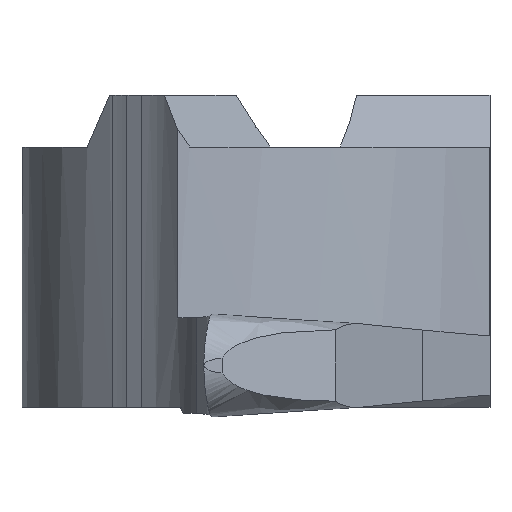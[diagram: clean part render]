
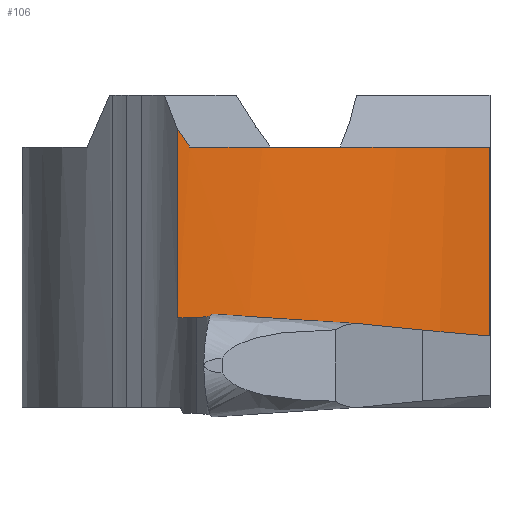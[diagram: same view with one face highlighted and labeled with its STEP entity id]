
A CAD part, left-side view. The second image highlights one B-rep face of the part: STEP entity #106.
In plain terms, the highlighted free-form (B-spline) face has degree [1, 3] with [2, 4] control points.
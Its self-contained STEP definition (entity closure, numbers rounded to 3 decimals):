
#68=(
BOUNDED_SURFACE()
B_SPLINE_SURFACE(1,3,((#1488,#1489,#1490,#1491),(#1492,#1493,#1494,#1495)),
 .UNSPECIFIED.,.F.,.F.,.F.)
B_SPLINE_SURFACE_WITH_KNOTS((2,2),(4,4),(0.,1.),(0.,1.),.UNSPECIFIED.)
GEOMETRIC_REPRESENTATION_ITEM()
RATIONAL_B_SPLINE_SURFACE(((1.,0.941,0.941,1.),
(1.,0.941,0.941,1.)))
REPRESENTATION_ITEM('')
SURFACE()
);
#106=ADVANCED_FACE('',(#157),#68,.F.);
#157=FACE_OUTER_BOUND('',#199,.T.);
#199=EDGE_LOOP('',(#487,#488,#489,#490,#491));
#487=ORIENTED_EDGE('',*,*,#659,.F.);
#488=ORIENTED_EDGE('',*,*,#655,.F.);
#489=ORIENTED_EDGE('',*,*,#637,.T.);
#490=ORIENTED_EDGE('',*,*,#653,.F.);
#491=ORIENTED_EDGE('',*,*,#702,.T.);
#560=VERTEX_POINT('',#1205);
#561=VERTEX_POINT('',#1220);
#574=VERTEX_POINT('',#1315);
#575=VERTEX_POINT('',#1331);
#577=VERTEX_POINT('',#1344);
#637=EDGE_CURVE('',#561,#560,#762,.T.);
#653=EDGE_CURVE('',#574,#560,#738,.T.);
#655=EDGE_CURVE('',#561,#575,#772,.T.);
#659=EDGE_CURVE('',#575,#577,#773,.T.);
#702=EDGE_CURVE('',#574,#577,#776,.T.);
#738=CIRCLE('',#839,8.247);
#762=B_SPLINE_CURVE_WITH_KNOTS('',3,(#1206,#1207,#1208,#1209,#1210,#1211,
#1212,#1213,#1214,#1215,#1216,#1217,#1218,#1219),.UNSPECIFIED.,.F.,.F.,
(4,2,2,2,2,2,4),(0.,0.031,0.237,0.442,
0.648,0.824,1.),.UNSPECIFIED.);
#772=B_SPLINE_CURVE_WITH_KNOTS('',3,(#1327,#1328,#1329,#1330),
 .UNSPECIFIED.,.F.,.F.,(4,4),(0.,1.),.UNSPECIFIED.);
#773=B_SPLINE_CURVE_WITH_KNOTS('',3,(#1340,#1341,#1342,#1343),
 .UNSPECIFIED.,.F.,.F.,(4,4),(0.,1.),.UNSPECIFIED.);
#776=B_SPLINE_CURVE_WITH_KNOTS('',3,(#1461,#1462,#1463,#1464,#1465,#1466,
#1467,#1468,#1469,#1470),.UNSPECIFIED.,.F.,.F.,(4,2,2,2,4),(0.,0.279,
0.557,0.836,1.),.UNSPECIFIED.);
#839=AXIS2_PLACEMENT_3D('',#1316,#934,#935);
#934=DIRECTION('',(0.,0.065,-0.998));
#935=DIRECTION('',(0.,0.998,0.065));
#1205=CARTESIAN_POINT('',(-4.734,1.505,-3.382));
#1206=CARTESIAN_POINT('',(-4.72,1.515,0.262));
#1207=CARTESIAN_POINT('',(-4.72,1.515,0.225));
#1208=CARTESIAN_POINT('',(-4.72,1.515,0.187));
#1209=CARTESIAN_POINT('',(-4.721,1.514,-0.1));
#1210=CARTESIAN_POINT('',(-4.722,1.513,-0.35));
#1211=CARTESIAN_POINT('',(-4.724,1.512,-0.85));
#1212=CARTESIAN_POINT('',(-4.725,1.511,-1.1));
#1213=CARTESIAN_POINT('',(-4.727,1.51,-1.6));
#1214=CARTESIAN_POINT('',(-4.728,1.509,-1.85));
#1215=CARTESIAN_POINT('',(-4.73,1.508,-2.314));
#1216=CARTESIAN_POINT('',(-4.731,1.507,-2.527));
#1217=CARTESIAN_POINT('',(-4.733,1.506,-2.954));
#1218=CARTESIAN_POINT('',(-4.733,1.506,-3.168));
#1219=CARTESIAN_POINT('',(-4.734,1.505,-3.382));
#1220=CARTESIAN_POINT('',(-4.72,1.515,0.262));
#1315=CARTESIAN_POINT('',(-1.789,-4.5,-3.775));
#1316=CARTESIAN_POINT('',(3.507,1.808,-3.362));
#1327=CARTESIAN_POINT('',(-4.72,1.515,0.262));
#1328=CARTESIAN_POINT('',(-4.72,1.434,0.141));
#1329=CARTESIAN_POINT('',(-4.718,1.353,0.02));
#1330=CARTESIAN_POINT('',(-4.715,1.271,-0.1));
#1331=CARTESIAN_POINT('',(-4.715,1.271,-0.1));
#1340=CARTESIAN_POINT('',(-4.715,1.271,-0.1));
#1341=CARTESIAN_POINT('',(-4.628,-0.923,-0.1));
#1342=CARTESIAN_POINT('',(-3.655,-3.02,-0.1));
#1343=CARTESIAN_POINT('',(-2.034,-4.5,-0.1));
#1344=CARTESIAN_POINT('',(-2.034,-4.5,-0.1));
#1461=CARTESIAN_POINT('',(-1.789,-4.5,-3.775));
#1462=CARTESIAN_POINT('',(-1.812,-4.5,-3.434));
#1463=CARTESIAN_POINT('',(-1.835,-4.5,-3.092));
#1464=CARTESIAN_POINT('',(-1.881,-4.5,-2.41));
#1465=CARTESIAN_POINT('',(-1.904,-4.5,-2.068));
#1466=CARTESIAN_POINT('',(-1.949,-4.5,-1.385));
#1467=CARTESIAN_POINT('',(-1.972,-4.5,-1.044));
#1468=CARTESIAN_POINT('',(-2.007,-4.5,-0.502));
#1469=CARTESIAN_POINT('',(-2.021,-4.5,-0.301));
#1470=CARTESIAN_POINT('',(-2.034,-4.5,-0.1));
#1488=CARTESIAN_POINT('',(-1.927,-4.596,-0.084));
#1489=CARTESIAN_POINT('',(-3.727,-3.016,0.019));
#1490=CARTESIAN_POINT('',(-4.717,-0.836,0.162));
#1491=CARTESIAN_POINT('',(-4.72,1.556,0.319));
#1492=CARTESIAN_POINT('',(-1.757,-4.526,-3.777));
#1493=CARTESIAN_POINT('',(-3.607,-2.996,-3.677));
#1494=CARTESIAN_POINT('',(-4.663,-0.841,-3.535));
#1495=CARTESIAN_POINT('',(-4.736,1.557,-3.378));
